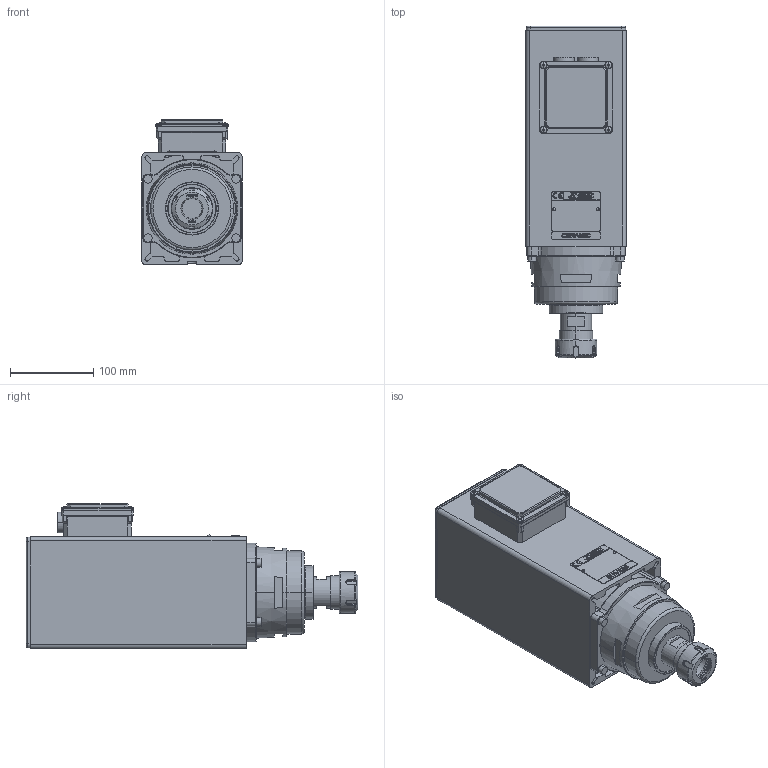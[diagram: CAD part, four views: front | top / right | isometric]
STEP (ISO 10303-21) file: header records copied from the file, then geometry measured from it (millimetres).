
FILE_DESCRIPTION(/* description */ ('Alibre Inc.'),/* implementation_level */ '2;1');
FILE_NAME(/* name */ 'export-30286251-D3E8-4739-BA26-2F331A2282C6',/* time_stamp */ '2022-11-09T10:16:24+01:00',/* author */ (''),/* organization */ (''),/* preprocessor_version */ 'ST-DEVELOPER v17',/* originating_system */ 'Alibre',/* authorisation */ '');
FILE_SCHEMA (('AUTOMOTIVE_DESIGN'));
Length unit declared in the file: millimetre
Products named in the file (1): 6000 Teknomotor C6067-D-2DB-P-ER32-HY-RR-7.5kW-12.000-24.000rpm
Bounding box: 120.8 x 399.6 x 173.75 mm (x, y, z)
Volume: 4781360.6 mm3; surface area: 351477.7 mm2
Topology: 1 solids, 8 shells, 1977 faces, 5171 edges, 3356 vertices
Faces by surface type: plane 1496, cylinder 311, bspline 86, cone 42, torus 22, sphere 20
Entity records: 65197 total; most frequent: CARTESIAN_POINT 17800, ORIENTED_EDGE 10326, DIRECTION 7661, EDGE_CURVE 5163, VECTOR 4140, LINE 4140, VERTEX_POINT 3356, AXIS2_PLACEMENT_3D 2484
